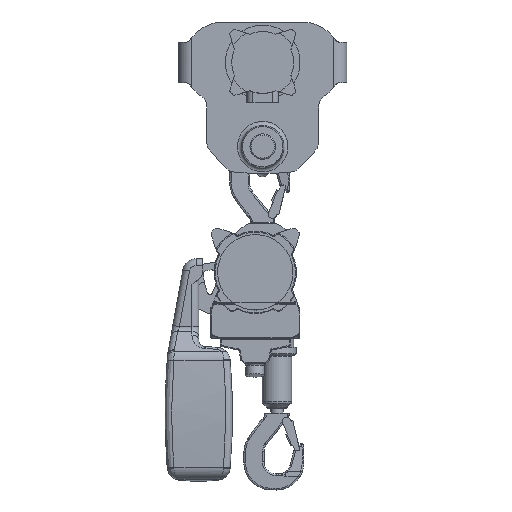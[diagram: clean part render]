
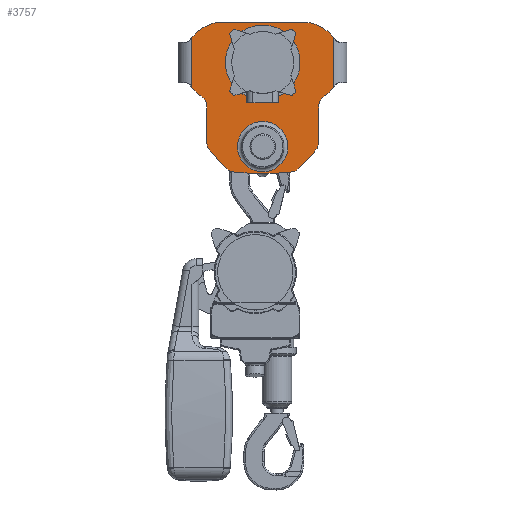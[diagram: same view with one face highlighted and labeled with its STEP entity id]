
A CAD part, front view. The second image highlights one B-rep face of the part: STEP entity #3757.
In plain terms, the highlighted face is planar.
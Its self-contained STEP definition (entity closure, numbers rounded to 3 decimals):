
#3757=ADVANCED_FACE('',(#7483,#7484,#7485),#7486,.T.);
#7483=FACE_BOUND('',#20927,.T.);
#7484=FACE_BOUND('',#20928,.T.);
#7485=FACE_OUTER_BOUND('',#20929,.T.);
#7486=PLANE('',#20930);
#20927=EDGE_LOOP('',(#32708));
#20928=EDGE_LOOP('',(#32709));
#20929=EDGE_LOOP('',(#32710,#32711,#32712,#32713,#32714,#32715,#32716,#32717,#32718,#32719,#32720,#32721,#32722,#32723,#32724,#32725,#32726,#32727));
#20930=AXIS2_PLACEMENT_3D('',#32728,#32729,#32730);
#32708=ORIENTED_EDGE('',*,*,#37223,.F.);
#32709=ORIENTED_EDGE('',*,*,#36477,.T.);
#32710=ORIENTED_EDGE('',*,*,#36403,.T.);
#32711=ORIENTED_EDGE('',*,*,#35397,.T.);
#32712=ORIENTED_EDGE('',*,*,#36559,.T.);
#32713=ORIENTED_EDGE('',*,*,#37269,.T.);
#32714=ORIENTED_EDGE('',*,*,#35264,.T.);
#32715=ORIENTED_EDGE('',*,*,#36316,.T.);
#32716=ORIENTED_EDGE('',*,*,#33821,.T.);
#32717=ORIENTED_EDGE('',*,*,#37421,.T.);
#32718=ORIENTED_EDGE('',*,*,#34593,.T.);
#32719=ORIENTED_EDGE('',*,*,#36755,.T.);
#32720=ORIENTED_EDGE('',*,*,#33840,.T.);
#32721=ORIENTED_EDGE('',*,*,#36368,.T.);
#32722=ORIENTED_EDGE('',*,*,#37103,.T.);
#32723=ORIENTED_EDGE('',*,*,#37285,.T.);
#32724=ORIENTED_EDGE('',*,*,#34822,.T.);
#32725=ORIENTED_EDGE('',*,*,#37422,.T.);
#32726=ORIENTED_EDGE('',*,*,#37225,.T.);
#32727=ORIENTED_EDGE('',*,*,#35649,.T.);
#32728=CARTESIAN_POINT('',(-58.,34.997,-15.));
#32729=DIRECTION('',(0.,0.,-1.));
#32730=DIRECTION('',(-1.,0.,0.));
#33821=EDGE_CURVE('',#38083,#38084,#38085,.T.);
#33840=EDGE_CURVE('',#38119,#38117,#38120,.T.);
#34593=EDGE_CURVE('',#39409,#39407,#39410,.T.);
#34822=EDGE_CURVE('',#39779,#39777,#39780,.T.);
#35264=EDGE_CURVE('',#40465,#40463,#40466,.T.);
#35397=EDGE_CURVE('',#40676,#40674,#40677,.T.);
#35649=EDGE_CURVE('',#41049,#41047,#41050,.T.);
#36316=EDGE_CURVE('',#40463,#38083,#41956,.T.);
#36368=EDGE_CURVE('',#38117,#42022,#42024,.T.);
#36403=EDGE_CURVE('',#41047,#40676,#42068,.T.);
#36477=EDGE_CURVE('',#42161,#42161,#42162,.F.);
#36559=EDGE_CURVE('',#40674,#42270,#42271,.T.);
#36755=EDGE_CURVE('',#39407,#38119,#42511,.T.);
#37103=EDGE_CURVE('',#42022,#42911,#42913,.T.);
#37223=EDGE_CURVE('',#43047,#43047,#43048,.T.);
#37225=EDGE_CURVE('',#43050,#41049,#43051,.T.);
#37269=EDGE_CURVE('',#42270,#40465,#43096,.T.);
#37285=EDGE_CURVE('',#42911,#39779,#43113,.T.);
#37421=EDGE_CURVE('',#38084,#39409,#43254,.T.);
#37422=EDGE_CURVE('',#39777,#43050,#43255,.T.);
#38083=VERTEX_POINT('',#44251);
#38084=VERTEX_POINT('',#44252);
#38085=CIRCLE('',#44253,59.997);
#38117=VERTEX_POINT('',#44627);
#38119=VERTEX_POINT('',#44630);
#38120=CIRCLE('',#44631,220.);
#39407=VERTEX_POINT('',#47204);
#39409=VERTEX_POINT('',#47207);
#39410=LINE('',#47208,#47209);
#39777=VERTEX_POINT('',#48034);
#39779=VERTEX_POINT('',#48037);
#39780=CIRCLE('',#48038,220.);
#40463=VERTEX_POINT('',#49174);
#40465=VERTEX_POINT('',#49179);
#40466=CIRCLE('',#49180,59.994);
#40674=VERTEX_POINT('',#49495);
#40676=VERTEX_POINT('',#49500);
#40677=LINE('',#49501,#49502);
#41047=VERTEX_POINT('',#50044);
#41049=VERTEX_POINT('',#50047);
#41050=CIRCLE('',#50048,20.);
#41956=LINE('',#52169,#52170);
#42022=VERTEX_POINT('',#52293);
#42024=CIRCLE('',#52296,19.98);
#42068=CIRCLE('',#52389,59.997);
#42161=VERTEX_POINT('',#52560);
#42162=CIRCLE('',#52561,37.456);
#42270=VERTEX_POINT('',#52730);
#42271=CIRCLE('',#52731,59.997);
#42511=CIRCLE('',#53368,20.014);
#42911=VERTEX_POINT('',#54142);
#42913=CIRCLE('',#54145,401.31);
#43047=VERTEX_POINT('',#54329);
#43048=CIRCLE('',#54330,37.5);
#43050=VERTEX_POINT('',#54332);
#43051=LINE('',#54333,#54334);
#43096=LINE('',#54436,#54437);
#43113=CIRCLE('',#54465,20.006);
#43254=CIRCLE('',#54769,20.);
#43255=CIRCLE('',#54770,20.014);
#44251=CARTESIAN_POINT('',(105.,-2.291,-15.));
#44252=CARTESIAN_POINT('',(91.753,-14.601,-15.));
#44253=AXIS2_PLACEMENT_3D('',#55543,#55544,#55545);
#44627=CARTESIAN_POINT('',(53.049,-122.726,-15.));
#44630=CARTESIAN_POINT('',(78.797,-94.887,-15.));
#44631=AXIS2_PLACEMENT_3D('',#55565,#55566,#55567);
#47204=CARTESIAN_POINT('',(83.002,-82.614,-15.));
#47207=CARTESIAN_POINT('',(83.002,-31.131,-15.));
#47208=CARTESIAN_POINT('',(83.002,-82.614,-15.));
#47209=VECTOR('',#56749,1.);
#48034=CARTESIAN_POINT('',(-78.791,-94.887,-15.));
#48037=CARTESIAN_POINT('',(-53.05,-122.719,-15.));
#48038=AXIS2_PLACEMENT_3D('',#57146,#57147,#57148);
#49174=CARTESIAN_POINT('',(105.,72.287,-15.));
#49179=CARTESIAN_POINT('',(58.,94.994,-15.));
#49180=AXIS2_PLACEMENT_3D('',#57848,#57849,#57850);
#49495=CARTESIAN_POINT('',(-105.,72.289,-15.));
#49500=CARTESIAN_POINT('',(-105.,-2.279,-15.));
#49501=CARTESIAN_POINT('',(-105.,65.,-15.));
#49502=VECTOR('',#58041,1.);
#50044=CARTESIAN_POINT('',(-91.747,-14.596,-15.));
#50047=CARTESIAN_POINT('',(-82.996,-31.131,-15.));
#50048=AXIS2_PLACEMENT_3D('',#58410,#58411,#58412);
#52169=CARTESIAN_POINT('',(105.,5.,-15.));
#52170=VECTOR('',#59350,1.);
#52293=CARTESIAN_POINT('',(41.68,-127.817,-15.));
#52296=AXIS2_PLACEMENT_3D('',#59415,#59416,#59417);
#52389=AXIS2_PLACEMENT_3D('',#59450,#59451,#59452);
#52560=CARTESIAN_POINT('',(-37.456,-90.,-15.));
#52561=AXIS2_PLACEMENT_3D('',#59553,#59554,#59555);
#52730=CARTESIAN_POINT('',(-58.,94.994,-15.));
#52731=AXIS2_PLACEMENT_3D('',#59715,#59716,#59717);
#53368=AXIS2_PLACEMENT_3D('',#59953,#59954,#59955);
#54142=CARTESIAN_POINT('',(-41.665,-127.818,-15.));
#54145=AXIS2_PLACEMENT_3D('',#60363,#60364,#60365);
#54329=CARTESIAN_POINT('',(-37.5,35.,-15.));
#54330=AXIS2_PLACEMENT_3D('',#60502,#60503,#60504);
#54332=CARTESIAN_POINT('',(-82.996,-82.614,-15.));
#54333=CARTESIAN_POINT('',(-82.996,-82.614,-15.));
#54334=VECTOR('',#60505,1.);
#54436=CARTESIAN_POINT('',(-58.,94.994,-15.));
#54437=VECTOR('',#60542,1.);
#54465=AXIS2_PLACEMENT_3D('',#60560,#60561,#60562);
#54769=AXIS2_PLACEMENT_3D('',#60654,#60655,#60656);
#54770=AXIS2_PLACEMENT_3D('',#60657,#60658,#60659);
#55543=CARTESIAN_POINT('',(58.003,35.004,-15.));
#55544=DIRECTION('',(0.,0.,-1.));
#55545=DIRECTION('',(1.,0.,0.));
#55565=CARTESIAN_POINT('',(-94.984,40.02,-15.));
#55566=DIRECTION('',(0.,0.,-1.));
#55567=DIRECTION('',(1.,0.,0.));
#56749=DIRECTION('',(0.,-1.,0.));
#57146=CARTESIAN_POINT('',(94.99,40.02,-15.));
#57147=DIRECTION('',(0.,0.,-1.));
#57148=DIRECTION('',(1.,0.,0.));
#57848=CARTESIAN_POINT('',(58.,35.,-15.));
#57849=DIRECTION('',(0.,0.,-1.));
#57850=DIRECTION('',(1.,0.,0.));
#58041=DIRECTION('',(0.,1.,0.));
#58410=CARTESIAN_POINT('',(-102.996,-31.132,-15.));
#58411=DIRECTION('',(0.,0.,1.));
#58412=DIRECTION('',(1.,0.,0.));
#59350=DIRECTION('',(0.,-1.,0.));
#59415=CARTESIAN_POINT('',(39.605,-107.945,-15.));
#59416=DIRECTION('',(0.,0.,-1.));
#59417=DIRECTION('',(1.,0.,0.));
#59450=CARTESIAN_POINT('',(-57.997,35.009,-15.));
#59451=DIRECTION('',(0.,0.,-1.));
#59452=DIRECTION('',(1.,0.,0.));
#59553=CARTESIAN_POINT('',(0.,-90.,-15.));
#59554=DIRECTION('',(0.,0.,-1.));
#59555=DIRECTION('',(-1.,0.,0.));
#59715=CARTESIAN_POINT('',(-58.,34.997,-15.));
#59716=DIRECTION('',(0.,0.,-1.));
#59717=DIRECTION('',(1.,0.,0.));
#59953=CARTESIAN_POINT('',(62.988,-82.614,-15.));
#59954=DIRECTION('',(0.,0.,-1.));
#59955=DIRECTION('',(-1.,0.,0.));
#60363=CARTESIAN_POINT('',(0.003,271.323,-15.));
#60364=DIRECTION('',(0.,0.,-1.));
#60365=DIRECTION('',(1.,0.,0.));
#60502=CARTESIAN_POINT('',(0.,35.,-15.));
#60503=DIRECTION('',(0.,0.,-1.));
#60504=DIRECTION('',(-1.,0.,0.));
#60505=DIRECTION('',(0.,1.,0.));
#60542=DIRECTION('',(1.,0.,0.));
#60560=CARTESIAN_POINT('',(-39.588,-107.921,-15.));
#60561=DIRECTION('',(0.,0.,-1.));
#60562=DIRECTION('',(1.,0.,0.));
#60654=CARTESIAN_POINT('',(103.002,-31.137,-15.));
#60655=DIRECTION('',(0.,0.,1.));
#60656=DIRECTION('',(1.,0.,0.));
#60657=CARTESIAN_POINT('',(-62.982,-82.614,-15.));
#60658=DIRECTION('',(0.,0.,-1.));
#60659=DIRECTION('',(1.,0.,0.));
